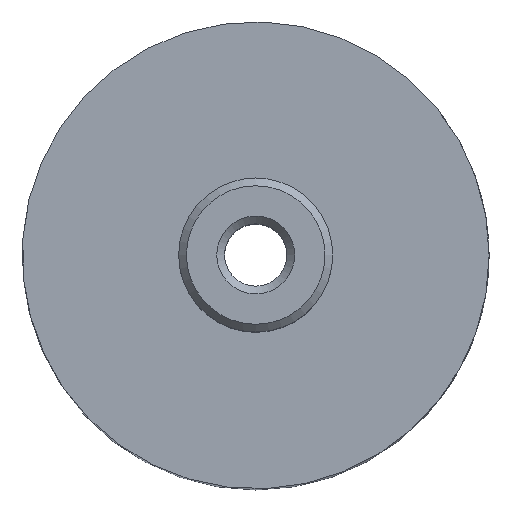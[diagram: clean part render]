
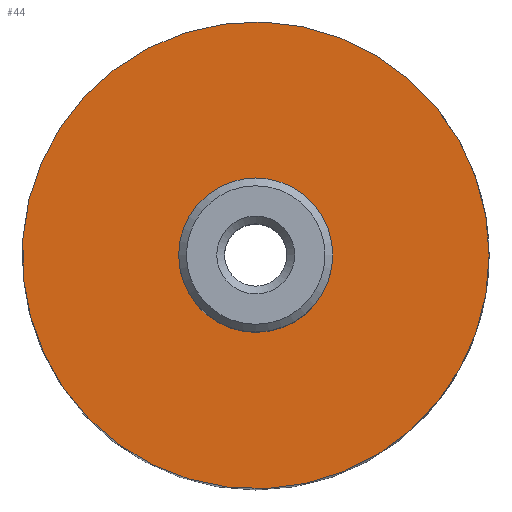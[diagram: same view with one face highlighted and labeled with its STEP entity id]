
A CAD part, top view. The second image highlights one B-rep face of the part: STEP entity #44.
In plain terms, the highlighted planar face has unit normal (0, 0, 1).
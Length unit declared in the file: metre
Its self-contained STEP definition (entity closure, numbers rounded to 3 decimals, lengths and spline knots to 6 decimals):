
#44 = ADVANCED_FACE( '', ( #101, #102 ), #103, .T. );
#101 = FACE_BOUND( '', #182, .T. );
#102 = FACE_OUTER_BOUND( '', #183, .T. );
#103 = PLANE( '', #184 );
#182 = EDGE_LOOP( '', ( #257 ) );
#183 = EDGE_LOOP( '', ( #258 ) );
#184 = AXIS2_PLACEMENT_3D( '', #259, #260, #261 );
#257 = ORIENTED_EDGE( '', *, *, #401, .F. );
#258 = ORIENTED_EDGE( '', *, *, #402, .T. );
#259 = CARTESIAN_POINT( '', ( 0., 0., 0.045 ) );
#260 = DIRECTION( '', ( 0., 0., 1. ) );
#261 = DIRECTION( '', ( 1., 0., 0. ) );
#401 = EDGE_CURVE( '', #453, #453, #454, .T. );
#402 = EDGE_CURVE( '', #455, #455, #456, .T. );
#453 = VERTEX_POINT( '', #529 );
#454 = CIRCLE( '', #530, 0.00495 );
#455 = VERTEX_POINT( '', #531 );
#456 = CIRCLE( '', #532, 0.015 );
#529 = CARTESIAN_POINT( '', ( 0.00495, 0., 0.045 ) );
#530 = AXIS2_PLACEMENT_3D( '', #665, #666, #667 );
#531 = CARTESIAN_POINT( '', ( 0.015, 0., 0.045 ) );
#532 = AXIS2_PLACEMENT_3D( '', #668, #669, #670 );
#665 = CARTESIAN_POINT( '', ( 0., 0., 0.045 ) );
#666 = DIRECTION( '', ( 0., 0., 1. ) );
#667 = DIRECTION( '', ( 1., 0., 0. ) );
#668 = CARTESIAN_POINT( '', ( 0., 0., 0.045 ) );
#669 = DIRECTION( '', ( 0., 0., 1. ) );
#670 = DIRECTION( '', ( 1., 0., 0. ) );
